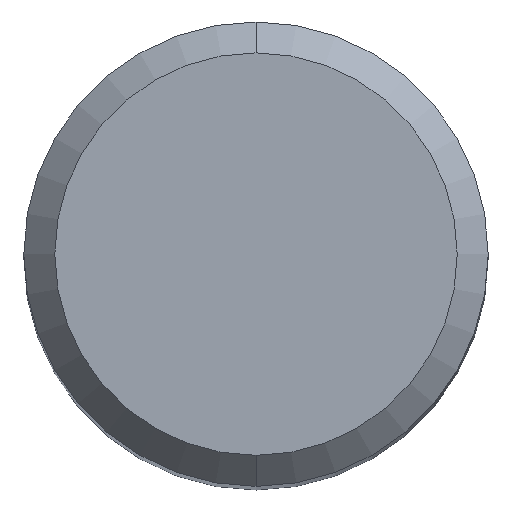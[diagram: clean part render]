
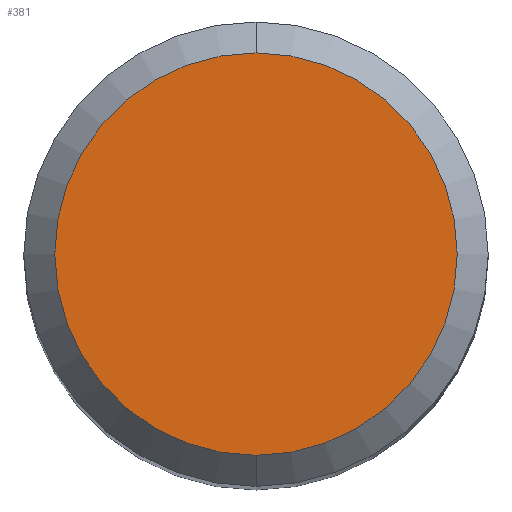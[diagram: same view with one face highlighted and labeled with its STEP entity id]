
A CAD part, top view. The second image highlights one B-rep face of the part: STEP entity #381.
In plain terms, the highlighted planar face has unit normal (0, 0, 1).
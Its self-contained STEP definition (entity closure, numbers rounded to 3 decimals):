
#239=VERTEX_POINT('',#565);
#241=EDGE_CURVE('',#239,#251,#567,.T.);
#251=VERTEX_POINT('',#577);
#369=EDGE_CURVE('',#251,#239,#711,.T.);
#381=ADVANCED_FACE('',(#723),#724,.T.);
#565=CARTESIAN_POINT('',(0.0,2.6,0.0));
#567=CIRCLE('',#930,2.6);
#577=CARTESIAN_POINT('',(0.,-2.6,0.0));
#711=CIRCLE('',#1243,2.6);
#723=FACE_OUTER_BOUND('',#1288,.T.);
#724=PLANE('',#1289);
#930=AXIS2_PLACEMENT_3D('',#1591,#1592,#1593);
#1243=AXIS2_PLACEMENT_3D('',#1757,#1758,#1759);
#1288=EDGE_LOOP('',(#1761,#1762));
#1289=AXIS2_PLACEMENT_3D('',#1763,#1764,#1765);
#1591=CARTESIAN_POINT('',(0.0,0.0,0.0));
#1592=DIRECTION('',(0.0,0.0,-1.0));
#1593=DIRECTION('',(0.0,1.0,0.0));
#1757=CARTESIAN_POINT('',(0.0,0.0,0.0));
#1758=DIRECTION('',(0.0,0.0,-1.0));
#1759=DIRECTION('',(0.0,1.0,0.0));
#1761=ORIENTED_EDGE('',*,*,#241,.F.);
#1762=ORIENTED_EDGE('',*,*,#369,.F.);
#1763=CARTESIAN_POINT('',(0.0,1.3,0.0));
#1764=DIRECTION('',(-0.0,0.0,1.0));
#1765=DIRECTION('',(0.0,-1.0,0.0));
